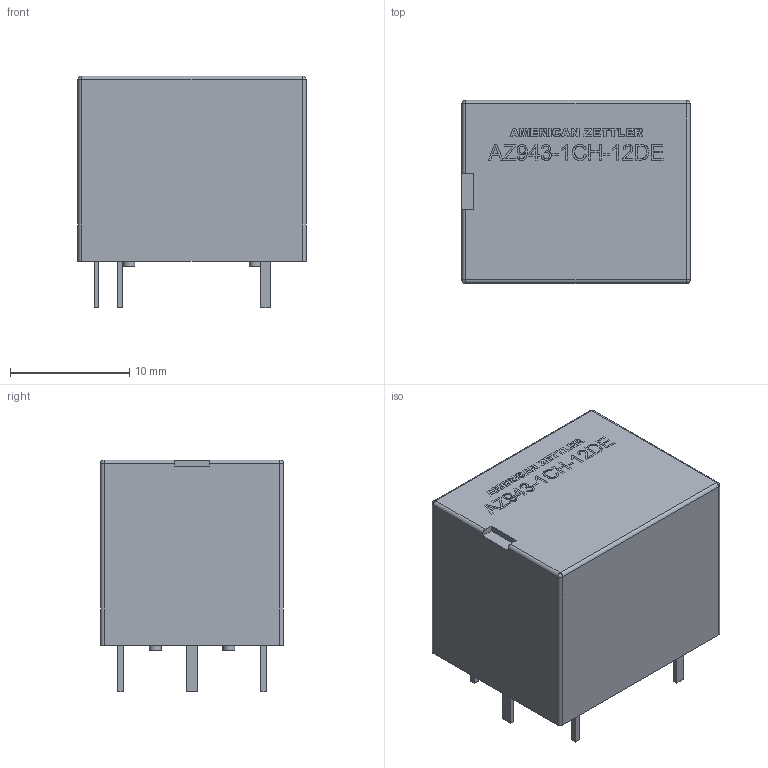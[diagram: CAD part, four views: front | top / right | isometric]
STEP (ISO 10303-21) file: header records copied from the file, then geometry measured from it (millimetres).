
FILE_DESCRIPTION( ( '' ), ' ' );
FILE_NAME( '5c4221e7f0070e1618892c77.step', '2019-01-18T18:58:48', ( '' ), ( '' ), ' ', ' ', ' ' );
FILE_SCHEMA( ( 'AUTOMOTIVE_DESIGN { 1 0 10303 214 1 1 1 1 }' ) );
Length unit declared in the file: metre
Products named in the file (7): Open CASCADE STEP translator 6.8 3; Open CASCADE STEP translator 6.8 2; Open CASCADE STEP translator 6.8 1
Bounding box: 19.12 x 15.35 x 19.45 mm (x, y, z)
Volume: 4566.7 mm3; surface area: 1886.8 mm2
Topology: 7 solids, 7 shells, 428 faces, 1107 edges, 734 vertices
Faces by surface type: plane 322, extrusion 79, cylinder 23, sphere 4
Full cylindrical faces by diameter (mm): 1 x4
Entity records: 22724 total; most frequent: CARTESIAN_POINT 3550, ORIENTED_EDGE 2206, DIRECTION 1765, STYLED_ITEM 1531, PRESENTATION_STYLE_ASSIGNMENT 1531, COLOUR_RGB 1531, EDGE_CURVE 1103, CURVE_STYLE 1103
